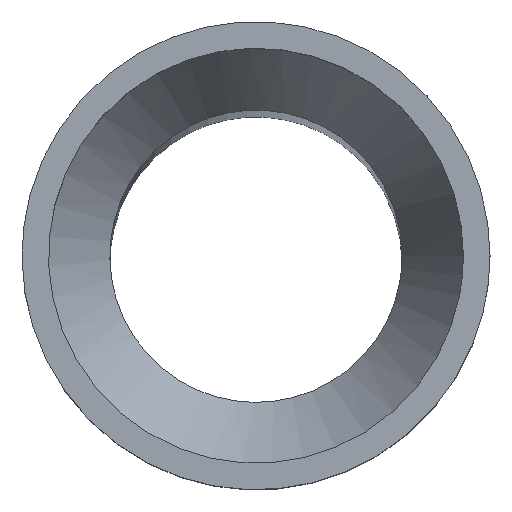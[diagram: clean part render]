
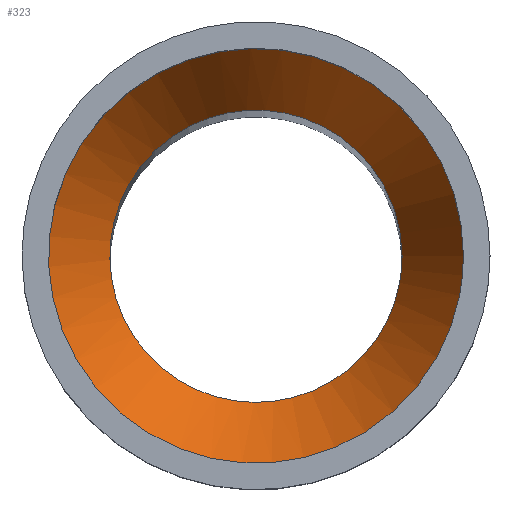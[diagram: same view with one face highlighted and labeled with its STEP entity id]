
A CAD part, top view. The second image highlights one B-rep face of the part: STEP entity #323.
In plain terms, the highlighted free-form (B-spline) face has degree [2, 1] with [9, 2] control points.
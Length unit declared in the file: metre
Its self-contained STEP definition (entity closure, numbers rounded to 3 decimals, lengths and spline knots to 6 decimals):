
#14 = CARTESIAN_POINT('NONE', (0.024795, 0., -0.4826));
#15 = VERTEX_POINT('NONE', #14);
#16 = CARTESIAN_POINT('NONE', (0.017463, 0., -0.4953));
#17 = VERTEX_POINT('NONE', #16);
#94 = CARTESIAN_POINT('NONE', (0.024795, 0., -0.4826));
#95 = CARTESIAN_POINT('NONE', (0.024795, 0.024795, -0.4826));
#96 = CARTESIAN_POINT('NONE', (0., 0.024795, -0.4826));
#97 = CARTESIAN_POINT('NONE', (-0.024795, 0.024795, -0.4826));
#98 = CARTESIAN_POINT('NONE', (-0.024795, 0., -0.4826));
#99 = CARTESIAN_POINT('NONE', (-0.024795, -0.024795, -0.4826));
#100 = CARTESIAN_POINT('NONE', (0., -0.024795, -0.4826));
#101 = CARTESIAN_POINT('NONE', (0.024795, -0.024795, -0.4826));
#102 = CARTESIAN_POINT('NONE', (0.024795, 0., -0.4826));
#103 = (
  BOUNDED_CURVE()
  B_SPLINE_CURVE(2, (#94, #95, #96, #97, #98, #99, #100, #101, #102), .UNSPECIFIED., .F., .F.)
  B_SPLINE_CURVE_WITH_KNOTS((3, 2, 2, 2, 3), (-6.283185, -4.712389, -3.141593, -1.570796, -0), .UNSPECIFIED.)
  CURVE()
  GEOMETRIC_REPRESENTATION_ITEM()
  RATIONAL_B_SPLINE_CURVE((1, 0.707, 1, 0.707, 1, 0.707, 1, 0.707, 1))
  REPRESENTATION_ITEM('NONE')
);
#104 = DIRECTION('NONE', (-0.5, 0, -0.866));
#105 = VECTOR('NONE', #104, 1);
#106 = CARTESIAN_POINT('NONE', (0.024795, 0, -0.4826));
#107 = LINE('NONE', #106, #105);
#108 = CARTESIAN_POINT('NONE', (0.017463, 0., -0.4953));
#109 = CARTESIAN_POINT('NONE', (0.017462, 0.017463, -0.4953));
#110 = CARTESIAN_POINT('NONE', (0., 0.017463, -0.4953));
#111 = CARTESIAN_POINT('NONE', (-0.017463, 0.017462, -0.4953));
#112 = CARTESIAN_POINT('NONE', (-0.017463, 0., -0.4953));
#113 = CARTESIAN_POINT('NONE', (-0.017462, -0.017463, -0.4953));
#114 = CARTESIAN_POINT('NONE', (0., -0.017463, -0.4953));
#115 = CARTESIAN_POINT('NONE', (0.017463, -0.017462, -0.4953));
#116 = CARTESIAN_POINT('NONE', (0.017463, 0., -0.4953));
#117 = (
  BOUNDED_CURVE()
  B_SPLINE_CURVE(2, (#108, #109, #110, #111, #112, #113, #114, #115, #116), .UNSPECIFIED., .F., .F.)
  B_SPLINE_CURVE_WITH_KNOTS((3, 2, 2, 2, 3), (-6.283185, -4.712389, -3.141593, -1.570796, -0), .UNSPECIFIED.)
  CURVE()
  GEOMETRIC_REPRESENTATION_ITEM()
  RATIONAL_B_SPLINE_CURVE((1, 0.707, 1, 0.707, 1, 0.707, 1, 0.707, 1))
  REPRESENTATION_ITEM('NONE')
);
#143 = EDGE_CURVE('NONE', #15, #15, #103, .T.);
#144 = EDGE_CURVE('NONE', #15, #17, #107, .T.);
#145 = EDGE_CURVE('NONE', #17, #17, #117, .T.);
#178 = ORIENTED_EDGE('NONE', *, *, #143, .F.);
#179 = ORIENTED_EDGE('NONE', *, *, #144, .T.);
#180 = ORIENTED_EDGE('NONE', *, *, #145, .T.);
#181 = ORIENTED_EDGE('NONE', *, *, #144, .F.);
#182 = EDGE_LOOP('NONE', (#178, #179, #180, #181));
#272 = CARTESIAN_POINT('NONE', (0.024795, 0, -0.4826));
#273 = CARTESIAN_POINT('NONE', (0.017463, 0, -0.4953));
#274 = CARTESIAN_POINT('NONE', (0.024795, -0.024795, -0.4826));
#275 = CARTESIAN_POINT('NONE', (0.017463, -0.017462, -0.4953));
#276 = CARTESIAN_POINT('NONE', (0., -0.024795, -0.4826));
#277 = CARTESIAN_POINT('NONE', (0., -0.017463, -0.4953));
#278 = CARTESIAN_POINT('NONE', (-0.024795, -0.024795, -0.4826));
#279 = CARTESIAN_POINT('NONE', (-0.017462, -0.017463, -0.4953));
#280 = CARTESIAN_POINT('NONE', (-0.024795, 0., -0.4826));
#281 = CARTESIAN_POINT('NONE', (-0.017463, 0., -0.4953));
#282 = CARTESIAN_POINT('NONE', (-0.024795, 0.024795, -0.4826));
#283 = CARTESIAN_POINT('NONE', (-0.017463, 0.017462, -0.4953));
#284 = CARTESIAN_POINT('NONE', (0., 0.024795, -0.4826));
#285 = CARTESIAN_POINT('NONE', (0., 0.017463, -0.4953));
#286 = CARTESIAN_POINT('NONE', (0.024795, 0.024795, -0.4826));
#287 = CARTESIAN_POINT('NONE', (0.017462, 0.017463, -0.4953));
#288 = CARTESIAN_POINT('NONE', (0.024795, 0, -0.4826));
#289 = CARTESIAN_POINT('NONE', (0.017463, 0, -0.4953));
#290 = (
  BOUNDED_SURFACE()
  B_SPLINE_SURFACE(2, 1, ((#272, #273), (#274, #275), (#276, #277), (#278, #279), (#280, #281), (#282, #283), (#284, #285), (#286, #287), (#288, #289)), .UNSPECIFIED., .F., .F., .F.)
  B_SPLINE_SURFACE_WITH_KNOTS((3, 2, 2, 2, 3), (2, 2), (0, 1.570796, 3.141593, 4.712389, 6.283185), (0, 14.664697), .UNSPECIFIED.)
  GEOMETRIC_REPRESENTATION_ITEM()
  RATIONAL_B_SPLINE_SURFACE(((1, 1), (0.707, 0.707), (1, 1), (0.707, 0.707), (1, 1), (0.707, 0.707), (1, 1), (0.707, 0.707), (1, 1)))
  REPRESENTATION_ITEM('NONE')
  SURFACE()
);
#322 = FACE_OUTER_BOUND('NONE', #182, .F.);
#323 = ADVANCED_FACE('NONE', (#322), #290, .F.);
